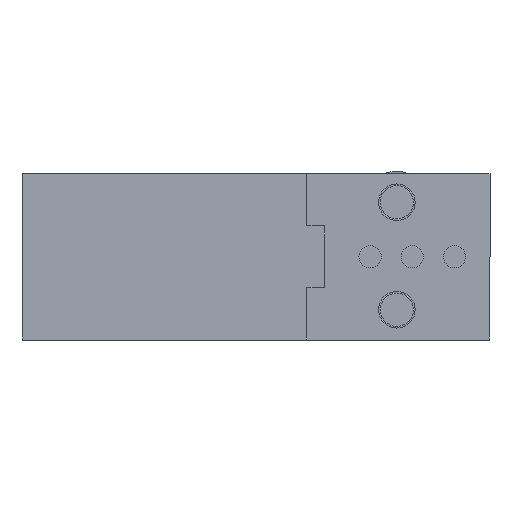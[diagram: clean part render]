
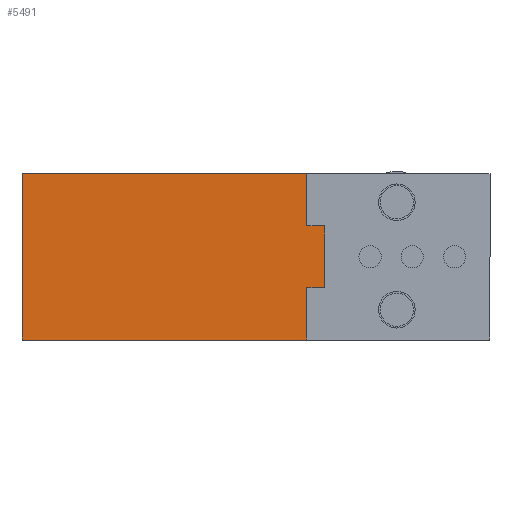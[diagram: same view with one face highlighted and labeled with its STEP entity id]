
A CAD part, front view. The second image highlights one B-rep face of the part: STEP entity #5491.
In plain terms, the highlighted planar face has unit normal (0, -1, 0).
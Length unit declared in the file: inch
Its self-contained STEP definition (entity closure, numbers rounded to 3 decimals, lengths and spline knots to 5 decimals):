
#69 = ORIENTED_EDGE ( 'NONE', *, *, #4224, .T. ) ;
#139 = DIRECTION ( 'NONE',  ( 0., 0., -1. ) ) ;
#259 = DIRECTION ( 'NONE',  ( 0., 0., 1. ) ) ;
#321 = LINE ( 'NONE', #5134, #5703 ) ;
#329 = CARTESIAN_POINT ( 'NONE',  ( 0.22498, -0.93533, -0.19002 ) ) ;
#407 = LINE ( 'NONE', #4238, #1834 ) ;
#908 = ORIENTED_EDGE ( 'NONE', *, *, #4675, .T. ) ;
#920 = VERTEX_POINT ( 'NONE', #6012 ) ;
#989 = CARTESIAN_POINT ( 'NONE',  ( -0.78702, -0.93533, -0.19002 ) ) ;
#1049 = EDGE_CURVE ( 'NONE', #2336, #5460, #5754, .T. ) ;
#1155 = VECTOR ( 'NONE', #4825, 39.37008 ) ;
#1223 = VECTOR ( 'NONE', #2210, 39.37008 ) ;
#1532 = CARTESIAN_POINT ( 'NONE',  ( 0.22498, -0.93533, 0.40098 ) ) ;
#1594 = ORIENTED_EDGE ( 'NONE', *, *, #4718, .T. ) ;
#1653 = VERTEX_POINT ( 'NONE', #4465 ) ;
#1730 = DIRECTION ( 'NONE',  ( 0., -1., 0. ) ) ;
#1792 = FACE_OUTER_BOUND ( 'NONE', #4585, .T. ) ;
#1834 = VECTOR ( 'NONE', #6168, 39.37008 ) ;
#1946 = LINE ( 'NONE', #3928, #4637 ) ;
#2074 = VERTEX_POINT ( 'NONE', #4218 ) ;
#2082 = CARTESIAN_POINT ( 'NONE',  ( 0.28798, -0.93533, -0.00452 ) ) ;
#2185 = ORIENTED_EDGE ( 'NONE', *, *, #3006, .T. ) ;
#2210 = DIRECTION ( 'NONE',  ( 0., 0., 1. ) ) ;
#2251 = LINE ( 'NONE', #329, #3223 ) ;
#2336 = VERTEX_POINT ( 'NONE', #5675 ) ;
#2354 = VECTOR ( 'NONE', #2722, 39.37008 ) ;
#2427 = LINE ( 'NONE', #4175, #2354 ) ;
#2690 = ORIENTED_EDGE ( 'NONE', *, *, #5387, .T. ) ;
#2722 = DIRECTION ( 'NONE',  ( -1., 0., 0. ) ) ;
#2814 = ORIENTED_EDGE ( 'NONE', *, *, #1049, .T. ) ;
#2896 = CARTESIAN_POINT ( 'NONE',  ( -0.78702, -0.93533, -0.19002 ) ) ;
#2978 = DIRECTION ( 'NONE',  ( 1., 0., 0. ) ) ;
#3006 = EDGE_CURVE ( 'NONE', #3932, #2074, #3232, .T. ) ;
#3088 = CARTESIAN_POINT ( 'NONE',  ( 0.22498, -0.93533, -0.19002 ) ) ;
#3223 = VECTOR ( 'NONE', #6038, 39.37008 ) ;
#3232 = LINE ( 'NONE', #989, #1155 ) ;
#3528 = LINE ( 'NONE', #3088, #1223 ) ;
#3606 = CARTESIAN_POINT ( 'NONE',  ( -0.78702, -0.93533, -0.19002 ) ) ;
#3662 = DIRECTION ( 'NONE',  ( 0., 0., 1. ) ) ;
#3826 = EDGE_CURVE ( 'NONE', #4107, #920, #407, .T. ) ;
#3863 = CARTESIAN_POINT ( 'NONE',  ( 0.28798, -0.93533, 0.21548 ) ) ;
#3928 = CARTESIAN_POINT ( 'NONE',  ( -0.78702, -0.93533, -0.19002 ) ) ;
#3932 = VERTEX_POINT ( 'NONE', #2896 ) ;
#4021 = AXIS2_PLACEMENT_3D ( 'NONE', #3606, #1730, #259 ) ;
#4107 = VERTEX_POINT ( 'NONE', #1532 ) ;
#4175 = CARTESIAN_POINT ( 'NONE',  ( 0.22498, -0.93533, 0.21548 ) ) ;
#4218 = CARTESIAN_POINT ( 'NONE',  ( 0.22498, -0.93533, -0.19002 ) ) ;
#4224 = EDGE_CURVE ( 'NONE', #4567, #1653, #2427, .T. ) ;
#4238 = CARTESIAN_POINT ( 'NONE',  ( -0.78702, -0.93533, 0.40098 ) ) ;
#4272 = EDGE_CURVE ( 'NONE', #5460, #4567, #321, .T. ) ;
#4465 = CARTESIAN_POINT ( 'NONE',  ( 0.22498, -0.93533, 0.21548 ) ) ;
#4567 = VERTEX_POINT ( 'NONE', #3863 ) ;
#4585 = EDGE_LOOP ( 'NONE', ( #2185, #908, #2814, #5484, #69, #1594, #5373, #2690 ) ) ;
#4637 = VECTOR ( 'NONE', #139, 39.37008 ) ;
#4675 = EDGE_CURVE ( 'NONE', #2074, #2336, #3528, .T. ) ;
#4718 = EDGE_CURVE ( 'NONE', #1653, #4107, #2251, .T. ) ;
#4825 = DIRECTION ( 'NONE',  ( 1., 0., 0. ) ) ;
#4930 = CARTESIAN_POINT ( 'NONE',  ( 0.22498, -0.93533, -0.00452 ) ) ;
#5134 = CARTESIAN_POINT ( 'NONE',  ( 0.28798, -0.93533, -0.00452 ) ) ;
#5138 = VECTOR ( 'NONE', #2978, 39.37008 ) ;
#5373 = ORIENTED_EDGE ( 'NONE', *, *, #3826, .T. ) ;
#5387 = EDGE_CURVE ( 'NONE', #920, #3932, #1946, .T. ) ;
#5460 = VERTEX_POINT ( 'NONE', #2082 ) ;
#5484 = ORIENTED_EDGE ( 'NONE', *, *, #4272, .T. ) ;
#5491 = ADVANCED_FACE ( 'NONE', ( #1792 ), #6016, .T. ) ;
#5675 = CARTESIAN_POINT ( 'NONE',  ( 0.22498, -0.93533, -0.00452 ) ) ;
#5703 = VECTOR ( 'NONE', #3662, 39.37008 ) ;
#5754 = LINE ( 'NONE', #4930, #5138 ) ;
#6012 = CARTESIAN_POINT ( 'NONE',  ( -0.78702, -0.93533, 0.40098 ) ) ;
#6016 = PLANE ( 'NONE',  #4021 ) ;
#6038 = DIRECTION ( 'NONE',  ( 0., 0., 1. ) ) ;
#6168 = DIRECTION ( 'NONE',  ( -1., 0., 0. ) ) ;
